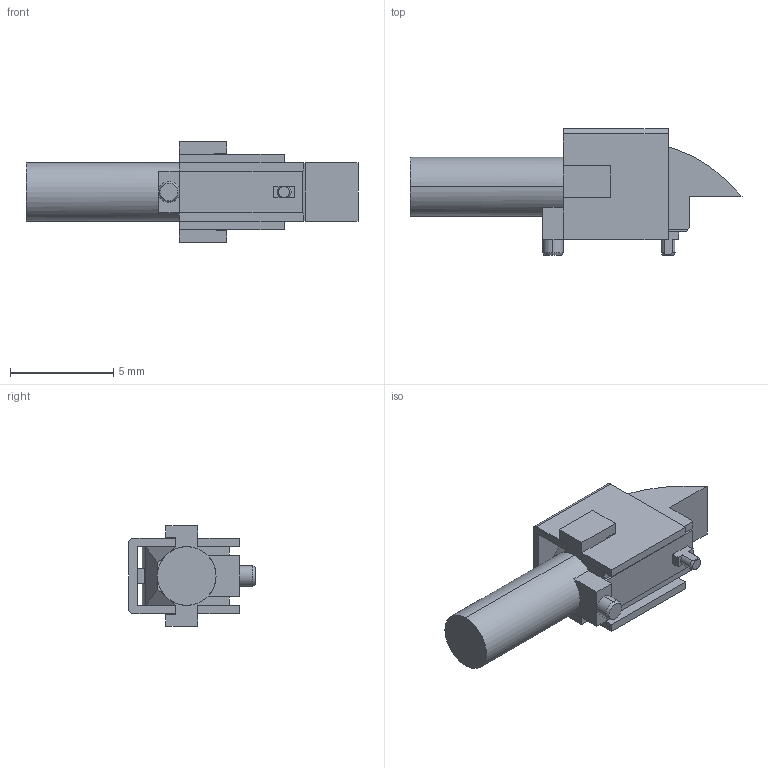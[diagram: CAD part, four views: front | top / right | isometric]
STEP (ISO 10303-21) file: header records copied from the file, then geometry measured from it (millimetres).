
FILE_DESCRIPTION (( 'STEP AP214' ), '1' );
FILE_NAME ('7520A10-TRLF.STEP', '2020-10-30T18:46:48', ( 'user' ), ( 'Microsoft' ), 'SwSTEP 2.0', 'SolidWorks 2018', '' );
FILE_SCHEMA (( 'AUTOMOTIVE_DESIGN' ));
Length unit declared in the file: inch
Products named in the file (1): 7520A10-TRLF
Bounding box: 16.1 x 6.15 x 4.88 mm (x, y, z)
Volume: 161.8 mm3; surface area: 365.1 mm2
Topology: 2 solids, 2 shells, 93 faces, 253 edges, 165 vertices
Faces by surface type: plane 79, cylinder 10, cone 4
Entity records: 2957 total; most frequent: CARTESIAN_POINT 532, ORIENTED_EDGE 506, DIRECTION 472, EDGE_CURVE 253, VECTOR 214, LINE 214, VERTEX_POINT 165, AXIS2_PLACEMENT_3D 129
